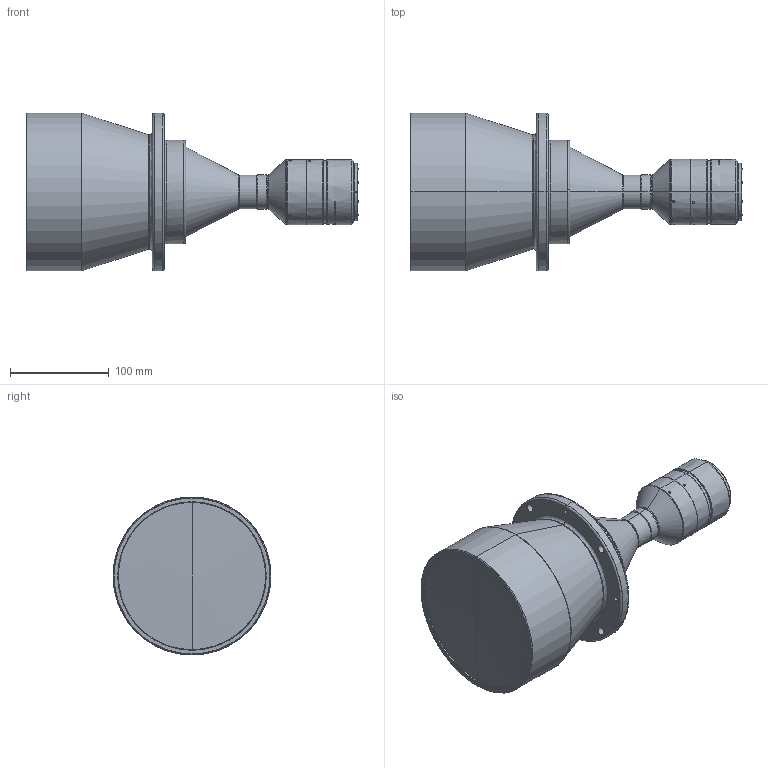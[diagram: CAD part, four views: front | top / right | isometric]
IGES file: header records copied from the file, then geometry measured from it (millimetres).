
Start section: SolidWorks IGES file using analytic representation for surfaces
Global section: file name: DTCM430H-120H-M58-AL.IGS; native system: SolidWorks 2017; preprocessor: SolidWorks 2017; author: 16255; date: 230505.104506; units: millimetre
Bounding box: 336.41 x 160 x 160 mm (x, y, z)
Surface area: 155703.9 mm2 (no closed solid volume)
Topology: 0 solids, 0 shells, 149 faces, 3466 edges, 3462 vertices
Faces by surface type: revolution 110, bspline 39
